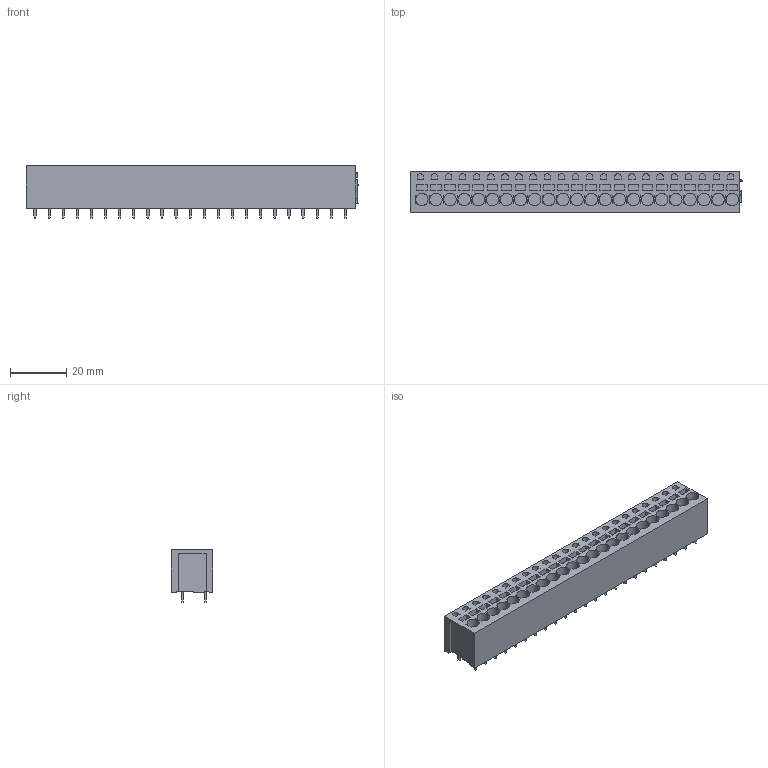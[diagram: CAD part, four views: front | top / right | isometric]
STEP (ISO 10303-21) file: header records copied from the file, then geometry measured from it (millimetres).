
FILE_DESCRIPTION(('CATIA V5 STEP Exchange','CAx-IF Rec.Pracs.--- Model Styling and Organization---1.4--- 2014-01-23'),'2;1');
FILE_NAME ('396498-3_2', '2022-08-11T06:54:43+00:00', ('none'), ('Weidmueller'), 'CATIA Version 5-6 Release 2016 SP3 HF44', 'CATIA V5 STEP AP214', 'none');
FILE_SCHEMA(('AUTOMOTIVE_DESIGN { 1 0 10303 214 1 1 1 1 }'));
Length unit declared in the file: millimetre
Products named in the file (1): 1425770000
Bounding box: 117.65 x 14.8 x 18.7 mm (x, y, z)
Volume: 23046.6 mm3; surface area: 11772.9 mm2
Topology: 47 solids, 47 shells, 895 faces, 2192 edges, 1463 vertices
Faces by surface type: plane 747, cylinder 148
Entity records: 25447 total; most frequent: CARTESIAN_POINT 4614, ORIENTED_EDGE 4384, DIRECTION 3533, EDGE_CURVE 2192, VECTOR 1850, LINE 1850, VERTEX_POINT 1463, AXIS2_PLACEMENT_3D 989
